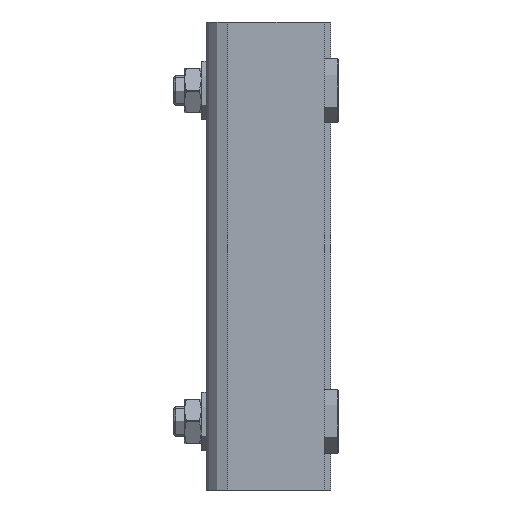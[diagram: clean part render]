
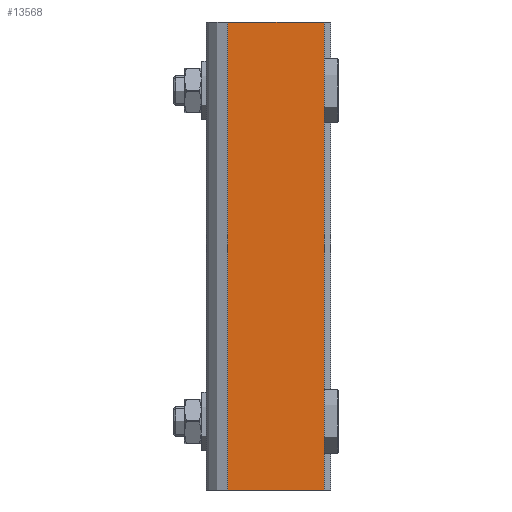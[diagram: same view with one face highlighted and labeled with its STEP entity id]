
A CAD part, left-side view. The second image highlights one B-rep face of the part: STEP entity #13568.
In plain terms, the highlighted planar face has unit normal (-1, 0, 0).
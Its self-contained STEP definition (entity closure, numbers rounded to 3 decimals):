
#136 = VECTOR ( 'NONE', #8939, 1000. ) ;
#445 = VECTOR ( 'NONE', #18696, 1000. ) ;
#976 = LINE ( 'NONE', #5190, #20389 ) ;
#1405 = DIRECTION ( 'NONE',  ( 0., 0., 1. ) ) ;
#1719 = CARTESIAN_POINT ( 'NONE',  ( -45.75, 55.5, -110. ) ) ;
#2006 = DIRECTION ( 'NONE',  ( 0., 0., 1. ) ) ;
#2717 = ORIENTED_EDGE ( 'NONE', *, *, #9168, .F. ) ;
#3235 = PLANE ( 'NONE',  #18757 ) ;
#3521 = DIRECTION ( 'NONE',  ( 0., -1., 0. ) ) ;
#3928 = ORIENTED_EDGE ( 'NONE', *, *, #8925, .T. ) ;
#4861 = VECTOR ( 'NONE', #2006, 1000. ) ;
#5190 = CARTESIAN_POINT ( 'NONE',  ( -45.75, 55.5, -110. ) ) ;
#5685 = CARTESIAN_POINT ( 'NONE',  ( -45.75, 55.5, 110. ) ) ;
#7177 = CARTESIAN_POINT ( 'NONE',  ( -45.75, 0., -110. ) ) ;
#7898 = VERTEX_POINT ( 'NONE', #7177 ) ;
#8775 = VERTEX_POINT ( 'NONE', #11496 ) ;
#8880 = EDGE_LOOP ( 'NONE', ( #18703, #2717, #3928, #21109 ) ) ;
#8925 = EDGE_CURVE ( 'NONE', #9081, #7898, #976, .T. ) ;
#8939 = DIRECTION ( 'NONE',  ( 0., -1., 0. ) ) ;
#9081 = VERTEX_POINT ( 'NONE', #9713 ) ;
#9142 = EDGE_CURVE ( 'NONE', #7898, #9534, #13635, .T. ) ;
#9168 = EDGE_CURVE ( 'NONE', #9081, #8775, #16490, .T. ) ;
#9534 = VERTEX_POINT ( 'NONE', #14816 ) ;
#9713 = CARTESIAN_POINT ( 'NONE',  ( -45.75, 45.5, -110. ) ) ;
#11479 = LINE ( 'NONE', #5685, #136 ) ;
#11496 = CARTESIAN_POINT ( 'NONE',  ( -45.75, 45.5, 110. ) ) ;
#12153 = CARTESIAN_POINT ( 'NONE',  ( -45.75, 45.5, -110. ) ) ;
#13212 = EDGE_CURVE ( 'NONE', #8775, #9534, #11479, .T. ) ;
#13568 = ADVANCED_FACE ( 'NONE', ( #17148 ), #3235, .T. ) ;
#13635 = LINE ( 'NONE', #18773, #4861 ) ;
#14816 = CARTESIAN_POINT ( 'NONE',  ( -45.75, 0., 110. ) ) ;
#16490 = LINE ( 'NONE', #12153, #445 ) ;
#17148 = FACE_OUTER_BOUND ( 'NONE', #8880, .T. ) ;
#18696 = DIRECTION ( 'NONE',  ( 0., 0., 1. ) ) ;
#18703 = ORIENTED_EDGE ( 'NONE', *, *, #13212, .F. ) ;
#18757 = AXIS2_PLACEMENT_3D ( 'NONE', #1719, #19812, #1405 ) ;
#18773 = CARTESIAN_POINT ( 'NONE',  ( -45.75, 0., -110. ) ) ;
#19812 = DIRECTION ( 'NONE',  ( -1., 0., 0. ) ) ;
#20389 = VECTOR ( 'NONE', #3521, 1000. ) ;
#21109 = ORIENTED_EDGE ( 'NONE', *, *, #9142, .T. ) ;
